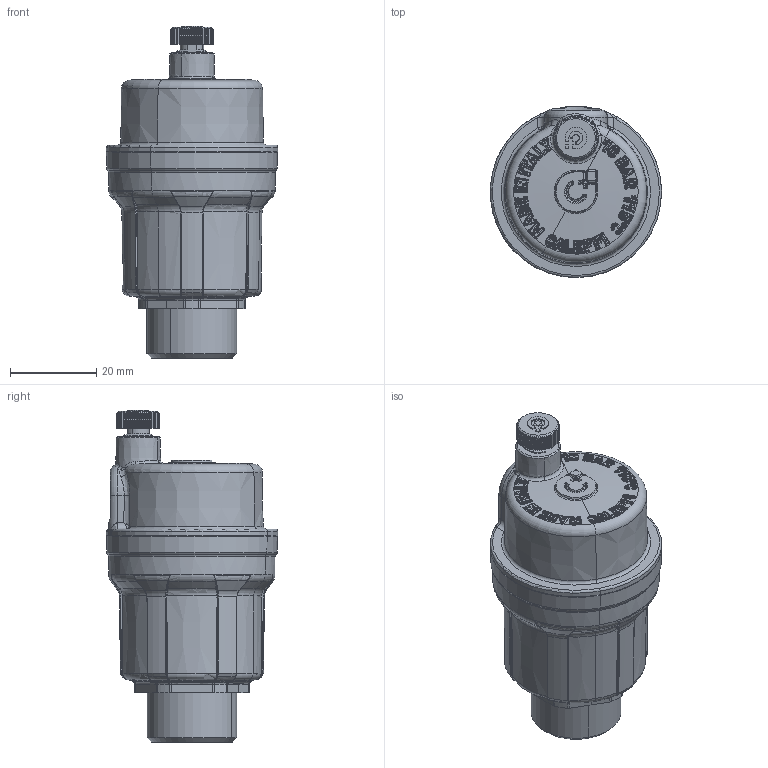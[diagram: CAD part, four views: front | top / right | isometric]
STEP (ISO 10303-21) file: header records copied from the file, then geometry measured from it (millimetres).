
FILE_DESCRIPTION(('CATIA V5 STEP Exchange','CAx-IF Rec.Pracs.--- Model Styling and Organization---1.4--- 2014-01-23','CAx-IF Rec.Pracs.---3D Tessellated Data Validation Properties---0.5---2014-09-14'),'2;1');
FILE_NAME('STEP_502640_-_TST.stp','2021-02-19T15:55:44+00:00',('none'),('none'),'CATIA Version 5-6 Release 2019 SP3','CATIA V5 STEP AP242 v1','none');
FILE_SCHEMA(('AP242_MANAGED_MODEL_BASED_3D_ENGINEERING_MIM_LF {1 0 10303 442 1 1 4}'));
Products named in the file (1): 502640 - TST
Bounding box: 39.81 x 39.84 x 77.2 mm (x, y, z)
Volume: 54285.6 mm3; surface area: 9073.9 mm2
Topology: 1 solids, 2 shells, 2406 faces, 5763 edges, 3169 vertices
Faces by surface type: bspline 874, cylinder 624, plane 476, sphere 197, cone 126, torus 109
Entity records: 122663 total; most frequent: CARTESIAN_POINT 78857, ORIENTED_EDGE 11068, EDGE_CURVE 5534, DIRECTION 5147, VERTEX_POINT 3169, B_SPLINE_CURVE_WITH_KNOTS 3091, AXIS2_PLACEMENT_3D 2445, EDGE_LOOP 2443
